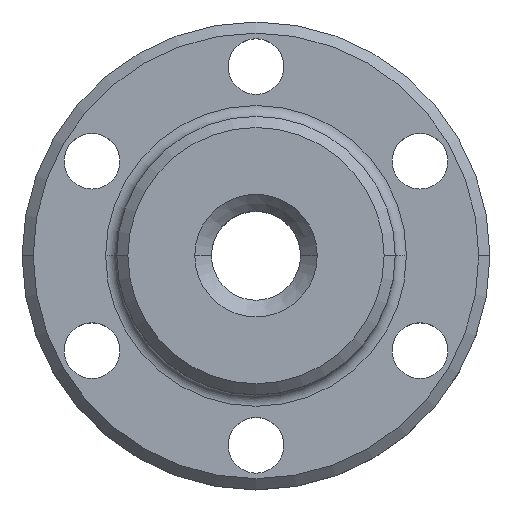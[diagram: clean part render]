
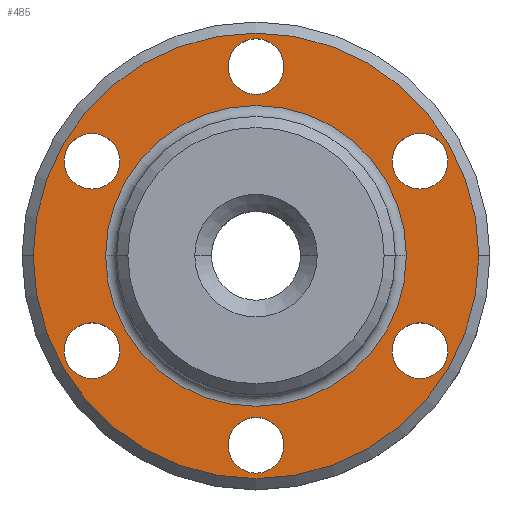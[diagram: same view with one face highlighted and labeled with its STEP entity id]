
A CAD part, top view. The second image highlights one B-rep face of the part: STEP entity #485.
In plain terms, the highlighted planar face has unit normal (0, 0, 1).
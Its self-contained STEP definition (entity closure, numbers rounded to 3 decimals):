
#10 = EDGE_CURVE ( 'NONE', #689, #255, #94, .T. ) ;
#17 = ORIENTED_EDGE ( 'NONE', *, *, #938, .T. ) ;
#39 = DIRECTION ( 'NONE',  ( 0., 0., 1. ) ) ;
#50 = CIRCLE ( 'NONE', #633, 2.5 ) ;
#54 = CIRCLE ( 'NONE', #649, 2.5 ) ;
#64 = DIRECTION ( 'NONE',  ( 0., 0., 1. ) ) ;
#66 = CARTESIAN_POINT ( 'NONE',  ( 17.222, 8.5, 10. ) ) ;
#67 = AXIS2_PLACEMENT_3D ( 'NONE', #611, #831, #683 ) ;
#71 = CARTESIAN_POINT ( 'NONE',  ( -12.222, 8.5, 10. ) ) ;
#75 = CARTESIAN_POINT ( 'NONE',  ( 17.222, -8.5, 10. ) ) ;
#76 = EDGE_CURVE ( 'NONE', #265, #951, #112, .T. ) ;
#79 = DIRECTION ( 'NONE',  ( 1., 0., 0. ) ) ;
#82 = DIRECTION ( 'NONE',  ( 1., 0., 0. ) ) ;
#84 = DIRECTION ( 'NONE',  ( 1., 0., 0. ) ) ;
#89 = EDGE_CURVE ( 'NONE', #829, #365, #551, .T. ) ;
#94 = CIRCLE ( 'NONE', #166, 2.5 ) ;
#109 = CARTESIAN_POINT ( 'NONE',  ( 2.5, 17., 10. ) ) ;
#112 = CIRCLE ( 'NONE', #588, 20. ) ;
#116 = DIRECTION ( 'NONE',  ( 1., 0., 0. ) ) ;
#132 = CARTESIAN_POINT ( 'NONE',  ( 0., -17., 10. ) ) ;
#137 = DIRECTION ( 'NONE',  ( 0., 0., 1. ) ) ;
#141 = CARTESIAN_POINT ( 'NONE',  ( -20., 0., 10. ) ) ;
#144 = CIRCLE ( 'NONE', #67, 2.5 ) ;
#151 = CARTESIAN_POINT ( 'NONE',  ( -12.222, -8.5, 10. ) ) ;
#154 = ORIENTED_EDGE ( 'NONE', *, *, #547, .F. ) ;
#164 = DIRECTION ( 'NONE',  ( 1., 0., 0. ) ) ;
#166 = AXIS2_PLACEMENT_3D ( 'NONE', #251, #239, #84 ) ;
#170 = CARTESIAN_POINT ( 'NONE',  ( 0., 0., 10. ) ) ;
#171 = CIRCLE ( 'NONE', #766, 2.5 ) ;
#174 = CIRCLE ( 'NONE', #735, 2.5 ) ;
#183 = VERTEX_POINT ( 'NONE', #254 ) ;
#190 = EDGE_CURVE ( 'NONE', #205, #623, #933, .T. ) ;
#195 = DIRECTION ( 'NONE',  ( 0., 0., 1. ) ) ;
#198 = EDGE_LOOP ( 'NONE', ( #154, #217 ) ) ;
#201 = ORIENTED_EDGE ( 'NONE', *, *, #190, .F. ) ;
#205 = VERTEX_POINT ( 'NONE', #716 ) ;
#207 = CARTESIAN_POINT ( 'NONE',  ( -14.722, -8.5, 10. ) ) ;
#210 = CIRCLE ( 'NONE', #699, 2.5 ) ;
#217 = ORIENTED_EDGE ( 'NONE', *, *, #564, .F. ) ;
#219 = FACE_BOUND ( 'NONE', #802, .T. ) ;
#239 = DIRECTION ( 'NONE',  ( 0., 0., 1. ) ) ;
#251 = CARTESIAN_POINT ( 'NONE',  ( 0., -17., 10. ) ) ;
#254 = CARTESIAN_POINT ( 'NONE',  ( -17.222, -8.5, 10. ) ) ;
#255 = VERTEX_POINT ( 'NONE', #297 ) ;
#256 = ORIENTED_EDGE ( 'NONE', *, *, #10, .F. ) ;
#265 = VERTEX_POINT ( 'NONE', #585 ) ;
#269 = EDGE_CURVE ( 'NONE', #365, #829, #912, .T. ) ;
#282 = AXIS2_PLACEMENT_3D ( 'NONE', #606, #195, #1000 ) ;
#286 = CARTESIAN_POINT ( 'NONE',  ( 0., 21., 10. ) ) ;
#290 = EDGE_LOOP ( 'NONE', ( #256, #885 ) ) ;
#292 = FACE_OUTER_BOUND ( 'NONE', #451, .T. ) ;
#297 = CARTESIAN_POINT ( 'NONE',  ( -2.5, -17., 10. ) ) ;
#300 = EDGE_CURVE ( 'NONE', #951, #265, #382, .T. ) ;
#304 = FACE_BOUND ( 'NONE', #198, .T. ) ;
#305 = AXIS2_PLACEMENT_3D ( 'NONE', #709, #1021, #82 ) ;
#307 = CARTESIAN_POINT ( 'NONE',  ( 14.722, -8.5, 10. ) ) ;
#325 = DIRECTION ( 'NONE',  ( 0., 0., 1. ) ) ;
#330 = DIRECTION ( 'NONE',  ( 0., 0., 1. ) ) ;
#354 = CARTESIAN_POINT ( 'NONE',  ( 0., 17., 10. ) ) ;
#363 = DIRECTION ( 'NONE',  ( 1., 0., 0. ) ) ;
#365 = VERTEX_POINT ( 'NONE', #75 ) ;
#368 = AXIS2_PLACEMENT_3D ( 'NONE', #286, #39, #363 ) ;
#369 = ORIENTED_EDGE ( 'NONE', *, *, #822, .F. ) ;
#372 = EDGE_CURVE ( 'NONE', #755, #686, #749, .T. ) ;
#376 = DIRECTION ( 'NONE',  ( 1., 0., 0. ) ) ;
#382 = CIRCLE ( 'NONE', #859, 20. ) ;
#399 = CARTESIAN_POINT ( 'NONE',  ( -2.5, 17., 10. ) ) ;
#411 = EDGE_CURVE ( 'NONE', #893, #499, #700, .T. ) ;
#426 = CARTESIAN_POINT ( 'NONE',  ( 0., 0., 10. ) ) ;
#432 = PLANE ( 'NONE',  #368 ) ;
#451 = EDGE_LOOP ( 'NONE', ( #599, #487 ) ) ;
#471 = DIRECTION ( 'NONE',  ( 1., 0., 0. ) ) ;
#485 = ADVANCED_FACE ( 'NONE', ( #841, #292, #777, #753, #219, #987, #304, #622 ), #432, .T. ) ;
#487 = ORIENTED_EDGE ( 'NONE', *, *, #76, .T. ) ;
#497 = CARTESIAN_POINT ( 'NONE',  ( -13.5, 0., 10. ) ) ;
#499 = VERTEX_POINT ( 'NONE', #399 ) ;
#511 = DIRECTION ( 'NONE',  ( 0., 0., 1. ) ) ;
#522 = VERTEX_POINT ( 'NONE', #151 ) ;
#523 = EDGE_LOOP ( 'NONE', ( #660, #805 ) ) ;
#529 = DIRECTION ( 'NONE',  ( 0., 0., 1. ) ) ;
#536 = AXIS2_PLACEMENT_3D ( 'NONE', #307, #865, #941 ) ;
#539 = CARTESIAN_POINT ( 'NONE',  ( 12.222, 8.5, 10. ) ) ;
#547 = EDGE_CURVE ( 'NONE', #931, #959, #174, .T. ) ;
#551 = CIRCLE ( 'NONE', #536, 2.5 ) ;
#556 = EDGE_LOOP ( 'NONE', ( #369, #782 ) ) ;
#561 = DIRECTION ( 'NONE',  ( 1., 0., 0. ) ) ;
#564 = EDGE_CURVE ( 'NONE', #959, #931, #54, .T. ) ;
#577 = CIRCLE ( 'NONE', #809, 13.5 ) ;
#580 = AXIS2_PLACEMENT_3D ( 'NONE', #682, #932, #677 ) ;
#585 = CARTESIAN_POINT ( 'NONE',  ( 20., 0., 10. ) ) ;
#588 = AXIS2_PLACEMENT_3D ( 'NONE', #170, #64, #376 ) ;
#596 = AXIS2_PLACEMENT_3D ( 'NONE', #132, #850, #471 ) ;
#599 = ORIENTED_EDGE ( 'NONE', *, *, #300, .T. ) ;
#605 = DIRECTION ( 'NONE',  ( 0., 0., 1. ) ) ;
#606 = CARTESIAN_POINT ( 'NONE',  ( 14.722, -8.5, 10. ) ) ;
#611 = CARTESIAN_POINT ( 'NONE',  ( -14.722, -8.5, 10. ) ) ;
#622 = FACE_BOUND ( 'NONE', #880, .T. ) ;
#623 = VERTEX_POINT ( 'NONE', #71 ) ;
#633 = AXIS2_PLACEMENT_3D ( 'NONE', #970, #743, #116 ) ;
#649 = AXIS2_PLACEMENT_3D ( 'NONE', #947, #137, #79 ) ;
#654 = CARTESIAN_POINT ( 'NONE',  ( 13.5, 0., 10. ) ) ;
#658 = ORIENTED_EDGE ( 'NONE', *, *, #372, .T. ) ;
#660 = ORIENTED_EDGE ( 'NONE', *, *, #411, .F. ) ;
#667 = ORIENTED_EDGE ( 'NONE', *, *, #89, .F. ) ;
#677 = DIRECTION ( 'NONE',  ( 1., 0., 0. ) ) ;
#682 = CARTESIAN_POINT ( 'NONE',  ( 0., 17., 10. ) ) ;
#683 = DIRECTION ( 'NONE',  ( 1., 0., 0. ) ) ;
#686 = VERTEX_POINT ( 'NONE', #497 ) ;
#689 = VERTEX_POINT ( 'NONE', #818 ) ;
#699 = AXIS2_PLACEMENT_3D ( 'NONE', #207, #511, #988 ) ;
#700 = CIRCLE ( 'NONE', #580, 2.5 ) ;
#709 = CARTESIAN_POINT ( 'NONE',  ( 0., 0., 10. ) ) ;
#716 = CARTESIAN_POINT ( 'NONE',  ( -17.222, 8.5, 10. ) ) ;
#733 = AXIS2_PLACEMENT_3D ( 'NONE', #882, #330, #164 ) ;
#735 = AXIS2_PLACEMENT_3D ( 'NONE', #863, #325, #561 ) ;
#743 = DIRECTION ( 'NONE',  ( 0., 0., 1. ) ) ;
#749 = CIRCLE ( 'NONE', #305, 13.5 ) ;
#753 = FACE_BOUND ( 'NONE', #556, .T. ) ;
#755 = VERTEX_POINT ( 'NONE', #654 ) ;
#766 = AXIS2_PLACEMENT_3D ( 'NONE', #354, #605, #813 ) ;
#769 = EDGE_CURVE ( 'NONE', #183, #522, #144, .T. ) ;
#777 = FACE_BOUND ( 'NONE', #290, .T. ) ;
#781 = CARTESIAN_POINT ( 'NONE',  ( 0., 0., 10. ) ) ;
#782 = ORIENTED_EDGE ( 'NONE', *, *, #769, .F. ) ;
#783 = EDGE_CURVE ( 'NONE', #623, #205, #50, .T. ) ;
#802 = EDGE_LOOP ( 'NONE', ( #984, #201 ) ) ;
#805 = ORIENTED_EDGE ( 'NONE', *, *, #857, .F. ) ;
#809 = AXIS2_PLACEMENT_3D ( 'NONE', #781, #864, #856 ) ;
#813 = DIRECTION ( 'NONE',  ( 1., 0., 0. ) ) ;
#815 = EDGE_LOOP ( 'NONE', ( #658, #17 ) ) ;
#818 = CARTESIAN_POINT ( 'NONE',  ( 2.5, -17., 10. ) ) ;
#822 = EDGE_CURVE ( 'NONE', #522, #183, #210, .T. ) ;
#829 = VERTEX_POINT ( 'NONE', #901 ) ;
#831 = DIRECTION ( 'NONE',  ( 0., 0., 1. ) ) ;
#841 = FACE_BOUND ( 'NONE', #815, .T. ) ;
#843 = CIRCLE ( 'NONE', #596, 2.5 ) ;
#845 = DIRECTION ( 'NONE',  ( 1., 0., 0. ) ) ;
#850 = DIRECTION ( 'NONE',  ( 0., 0., 1. ) ) ;
#856 = DIRECTION ( 'NONE',  ( 1., 0., 0. ) ) ;
#857 = EDGE_CURVE ( 'NONE', #499, #893, #171, .T. ) ;
#859 = AXIS2_PLACEMENT_3D ( 'NONE', #426, #529, #845 ) ;
#863 = CARTESIAN_POINT ( 'NONE',  ( 14.722, 8.5, 10. ) ) ;
#864 = DIRECTION ( 'NONE',  ( 0., 0., -1. ) ) ;
#865 = DIRECTION ( 'NONE',  ( 0., 0., 1. ) ) ;
#880 = EDGE_LOOP ( 'NONE', ( #899, #667 ) ) ;
#882 = CARTESIAN_POINT ( 'NONE',  ( -14.722, 8.5, 10. ) ) ;
#885 = ORIENTED_EDGE ( 'NONE', *, *, #960, .F. ) ;
#893 = VERTEX_POINT ( 'NONE', #109 ) ;
#899 = ORIENTED_EDGE ( 'NONE', *, *, #269, .F. ) ;
#901 = CARTESIAN_POINT ( 'NONE',  ( 12.222, -8.5, 10. ) ) ;
#912 = CIRCLE ( 'NONE', #282, 2.5 ) ;
#931 = VERTEX_POINT ( 'NONE', #66 ) ;
#932 = DIRECTION ( 'NONE',  ( 0., 0., 1. ) ) ;
#933 = CIRCLE ( 'NONE', #733, 2.5 ) ;
#938 = EDGE_CURVE ( 'NONE', #686, #755, #577, .T. ) ;
#941 = DIRECTION ( 'NONE',  ( 1., 0., 0. ) ) ;
#947 = CARTESIAN_POINT ( 'NONE',  ( 14.722, 8.5, 10. ) ) ;
#951 = VERTEX_POINT ( 'NONE', #141 ) ;
#959 = VERTEX_POINT ( 'NONE', #539 ) ;
#960 = EDGE_CURVE ( 'NONE', #255, #689, #843, .T. ) ;
#970 = CARTESIAN_POINT ( 'NONE',  ( -14.722, 8.5, 10. ) ) ;
#984 = ORIENTED_EDGE ( 'NONE', *, *, #783, .F. ) ;
#987 = FACE_BOUND ( 'NONE', #523, .T. ) ;
#988 = DIRECTION ( 'NONE',  ( 1., 0., 0. ) ) ;
#1000 = DIRECTION ( 'NONE',  ( 1., 0., 0. ) ) ;
#1021 = DIRECTION ( 'NONE',  ( 0., 0., -1. ) ) ;
